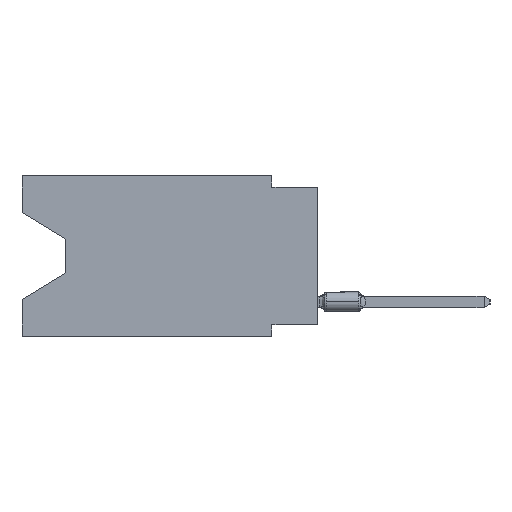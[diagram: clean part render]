
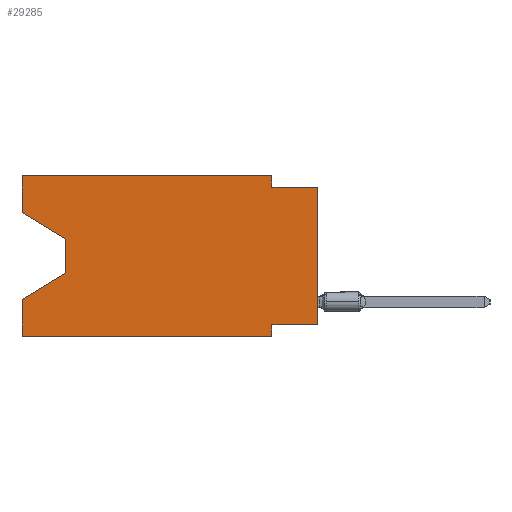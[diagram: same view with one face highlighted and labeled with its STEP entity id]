
A CAD part, left-side view. The second image highlights one B-rep face of the part: STEP entity #29285.
In plain terms, the highlighted planar face has unit normal (-1, 0, 0).
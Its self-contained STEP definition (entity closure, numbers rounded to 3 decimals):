
#160 = EDGE_LOOP ( 'NONE', ( #23153, #6908, #20813, #43844, #15819, #42348, #10975, #41567, #42064, #25127, #48757, #52605 ) ) ;
#1330 = DIRECTION ( 'NONE',  ( 0., -1., 0. ) ) ;
#1360 = EDGE_CURVE ( 'NONE', #51143, #26269, #55518, .T. ) ;
#1829 = LINE ( 'NONE', #53320, #33524 ) ;
#2332 = DIRECTION ( 'NONE',  ( 0., 0., 1. ) ) ;
#2786 = EDGE_CURVE ( 'NONE', #7117, #57922, #1829, .T. ) ;
#3318 = VECTOR ( 'NONE', #9028, 1000. ) ;
#5189 = EDGE_CURVE ( 'NONE', #48793, #5951, #5896, .T. ) ;
#5896 = LINE ( 'NONE', #24360, #15350 ) ;
#5951 = VERTEX_POINT ( 'NONE', #7521 ) ;
#6878 = DIRECTION ( 'NONE',  ( 1., 0., 0. ) ) ;
#6908 = ORIENTED_EDGE ( 'NONE', *, *, #1360, .T. ) ;
#7074 = AXIS2_PLACEMENT_3D ( 'NONE', #7478, #6878, #25950 ) ;
#7117 = VERTEX_POINT ( 'NONE', #10581 ) ;
#7478 = CARTESIAN_POINT ( 'NONE',  ( 0., 16.383, 0. ) ) ;
#7521 = CARTESIAN_POINT ( 'NONE',  ( 0., 2.54, 0. ) ) ;
#8357 = CARTESIAN_POINT ( 'NONE',  ( 0., 0., -8.255 ) ) ;
#8476 = LINE ( 'NONE', #12434, #43693 ) ;
#9028 = DIRECTION ( 'NONE',  ( 0., 0., -1. ) ) ;
#9194 = DIRECTION ( 'NONE',  ( 0., 0., -1. ) ) ;
#10581 = CARTESIAN_POINT ( 'NONE',  ( 0., 2.54, -8.255 ) ) ;
#10975 = ORIENTED_EDGE ( 'NONE', *, *, #41091, .F. ) ;
#11357 = DIRECTION ( 'NONE',  ( 0., 0., 1. ) ) ;
#11880 = CARTESIAN_POINT ( 'NONE',  ( 0., 16.383, 0. ) ) ;
#12385 = CARTESIAN_POINT ( 'NONE',  ( 0., 0., -0.635 ) ) ;
#12434 = CARTESIAN_POINT ( 'NONE',  ( 0., 16.383, -8.89 ) ) ;
#13278 = LINE ( 'NONE', #22055, #3318 ) ;
#13938 = DIRECTION ( 'NONE',  ( 0., 0.855, -0.519 ) ) ;
#14964 = EDGE_CURVE ( 'NONE', #22249, #48793, #44347, .T. ) ;
#15350 = VECTOR ( 'NONE', #1330, 1000. ) ;
#15819 = ORIENTED_EDGE ( 'NONE', *, *, #43678, .T. ) ;
#17981 = CARTESIAN_POINT ( 'NONE',  ( 0., 16.383, 0. ) ) ;
#18442 = CARTESIAN_POINT ( 'NONE',  ( 0., 13.97, -5.385 ) ) ;
#18806 = VERTEX_POINT ( 'NONE', #28046 ) ;
#19027 = VECTOR ( 'NONE', #36420, 1000. ) ;
#20655 = EDGE_CURVE ( 'NONE', #18806, #33429, #22230, .T. ) ;
#20738 = CARTESIAN_POINT ( 'NONE',  ( 0., 16.383, 0. ) ) ;
#20813 = ORIENTED_EDGE ( 'NONE', *, *, #45123, .T. ) ;
#22055 = CARTESIAN_POINT ( 'NONE',  ( 0., 2.54, 0. ) ) ;
#22230 = LINE ( 'NONE', #17981, #35907 ) ;
#22249 = VERTEX_POINT ( 'NONE', #57895 ) ;
#22649 = VECTOR ( 'NONE', #30843, 1000. ) ;
#23023 = EDGE_CURVE ( 'NONE', #23411, #45219, #34436, .T. ) ;
#23153 = ORIENTED_EDGE ( 'NONE', *, *, #33664, .T. ) ;
#23411 = VERTEX_POINT ( 'NONE', #8357 ) ;
#24291 = EDGE_CURVE ( 'NONE', #35720, #45219, #31434, .T. ) ;
#24360 = CARTESIAN_POINT ( 'NONE',  ( 0., 16.383, 0. ) ) ;
#24384 = EDGE_CURVE ( 'NONE', #5951, #35720, #13278, .T. ) ;
#24949 = CARTESIAN_POINT ( 'NONE',  ( 0., 2.54, -0.635 ) ) ;
#25127 = ORIENTED_EDGE ( 'NONE', *, *, #24384, .F. ) ;
#25632 = CARTESIAN_POINT ( 'NONE',  ( 0., 2.54, -8.89 ) ) ;
#25950 = DIRECTION ( 'NONE',  ( 0., 0., -1. ) ) ;
#26269 = VERTEX_POINT ( 'NONE', #18442 ) ;
#26706 = VECTOR ( 'NONE', #11357, 1000. ) ;
#26762 = DIRECTION ( 'NONE',  ( 0., 0., 1. ) ) ;
#27181 = CARTESIAN_POINT ( 'NONE',  ( 0., 0., -8.255 ) ) ;
#27775 = DIRECTION ( 'NONE',  ( 0., 1., 0. ) ) ;
#28046 = CARTESIAN_POINT ( 'NONE',  ( 0., 16.383, -8.89 ) ) ;
#29285 = ADVANCED_FACE ( 'NONE', ( #48361 ), #48948, .F. ) ;
#30843 = DIRECTION ( 'NONE',  ( 0., -1., 0. ) ) ;
#31434 = LINE ( 'NONE', #12385, #22649 ) ;
#32339 = CARTESIAN_POINT ( 'NONE',  ( 0., 16.383, -6.852 ) ) ;
#32785 = LINE ( 'NONE', #42169, #19027 ) ;
#33429 = VERTEX_POINT ( 'NONE', #32339 ) ;
#33524 = VECTOR ( 'NONE', #35151, 1000. ) ;
#33664 = EDGE_CURVE ( 'NONE', #22249, #51143, #32785, .T. ) ;
#34436 = LINE ( 'NONE', #52307, #42846 ) ;
#34787 = CARTESIAN_POINT ( 'NONE',  ( 0., 0., -0.635 ) ) ;
#35151 = DIRECTION ( 'NONE',  ( 0., 0., -1. ) ) ;
#35720 = VERTEX_POINT ( 'NONE', #24949 ) ;
#35907 = VECTOR ( 'NONE', #26762, 1000. ) ;
#36312 = VECTOR ( 'NONE', #9194, 1000. ) ;
#36420 = DIRECTION ( 'NONE',  ( 0., -0.855, -0.519 ) ) ;
#36947 = LINE ( 'NONE', #55406, #46776 ) ;
#41091 = EDGE_CURVE ( 'NONE', #23411, #7117, #46232, .T. ) ;
#41567 = ORIENTED_EDGE ( 'NONE', *, *, #23023, .T. ) ;
#42064 = ORIENTED_EDGE ( 'NONE', *, *, #24291, .F. ) ;
#42169 = CARTESIAN_POINT ( 'NONE',  ( 0., 16.383, -2.038 ) ) ;
#42348 = ORIENTED_EDGE ( 'NONE', *, *, #2786, .F. ) ;
#42846 = VECTOR ( 'NONE', #2332, 1000. ) ;
#43517 = CARTESIAN_POINT ( 'NONE',  ( 0., 13.97, -3.505 ) ) ;
#43678 = EDGE_CURVE ( 'NONE', #18806, #57922, #8476, .T. ) ;
#43693 = VECTOR ( 'NONE', #54793, 1000. ) ;
#43844 = ORIENTED_EDGE ( 'NONE', *, *, #20655, .F. ) ;
#44347 = LINE ( 'NONE', #20738, #26706 ) ;
#45123 = EDGE_CURVE ( 'NONE', #26269, #33429, #36947, .T. ) ;
#45219 = VERTEX_POINT ( 'NONE', #34787 ) ;
#46232 = LINE ( 'NONE', #27181, #55109 ) ;
#46776 = VECTOR ( 'NONE', #13938, 1000. ) ;
#48361 = FACE_OUTER_BOUND ( 'NONE', #160, .T. ) ;
#48757 = ORIENTED_EDGE ( 'NONE', *, *, #5189, .F. ) ;
#48793 = VERTEX_POINT ( 'NONE', #11880 ) ;
#48948 = PLANE ( 'NONE',  #7074 ) ;
#50072 = CARTESIAN_POINT ( 'NONE',  ( 0., 13.97, -3.505 ) ) ;
#51143 = VERTEX_POINT ( 'NONE', #43517 ) ;
#52307 = CARTESIAN_POINT ( 'NONE',  ( 0., 0., 0. ) ) ;
#52605 = ORIENTED_EDGE ( 'NONE', *, *, #14964, .F. ) ;
#53320 = CARTESIAN_POINT ( 'NONE',  ( 0., 2.54, -8.89 ) ) ;
#54793 = DIRECTION ( 'NONE',  ( 0., -1., 0. ) ) ;
#55109 = VECTOR ( 'NONE', #27775, 1000. ) ;
#55406 = CARTESIAN_POINT ( 'NONE',  ( 0., 13.97, -5.385 ) ) ;
#55518 = LINE ( 'NONE', #50072, #36312 ) ;
#57895 = CARTESIAN_POINT ( 'NONE',  ( 0., 16.383, -2.038 ) ) ;
#57922 = VERTEX_POINT ( 'NONE', #25632 ) ;
